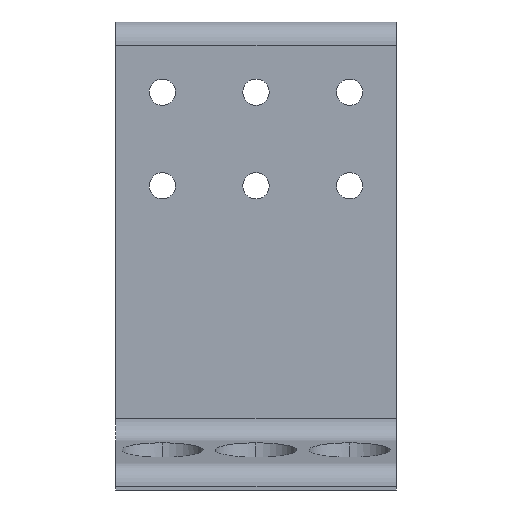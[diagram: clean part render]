
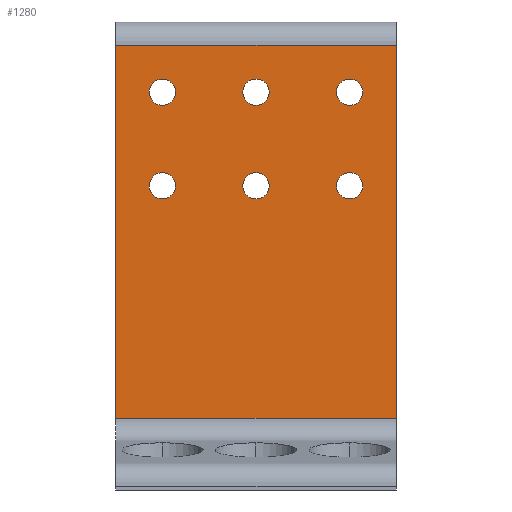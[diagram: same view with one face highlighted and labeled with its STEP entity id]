
A CAD part, front view. The second image highlights one B-rep face of the part: STEP entity #1280.
In plain terms, the highlighted planar face has unit normal (0, -1, 0).
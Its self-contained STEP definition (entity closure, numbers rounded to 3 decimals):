
#130=CARTESIAN_POINT('',(2.64,2.25,0.75));
#131=VERTEX_POINT('',#130);
#140=CARTESIAN_POINT('',(2.359,2.25,0.75));
#141=VERTEX_POINT('',#140);
#142=CARTESIAN_POINT('',(2.5,2.25,0.75));
#143=DIRECTION('',(0.0,1.0,0.0));
#144=DIRECTION('',(1.0,0.0,0.0));
#145=AXIS2_PLACEMENT_3D('',#142,#143,#144);
#146=CIRCLE('',#145,0.141);
#147=EDGE_CURVE('',#141,#131,#146,.T.);
#172=CARTESIAN_POINT('',(1.64,2.25,0.75));
#173=VERTEX_POINT('',#172);
#182=CARTESIAN_POINT('',(1.359,2.25,0.75));
#183=VERTEX_POINT('',#182);
#184=CARTESIAN_POINT('',(1.5,2.25,0.75));
#185=DIRECTION('',(0.0,1.0,0.0));
#186=DIRECTION('',(1.0,0.0,0.0));
#187=AXIS2_PLACEMENT_3D('',#184,#185,#186);
#188=CIRCLE('',#187,0.141);
#189=EDGE_CURVE('',#183,#173,#188,.T.);
#214=CARTESIAN_POINT('',(0.64,2.25,0.75));
#215=VERTEX_POINT('',#214);
#224=CARTESIAN_POINT('',(0.359,2.25,0.75));
#225=VERTEX_POINT('',#224);
#226=CARTESIAN_POINT('',(0.5,2.25,0.75));
#227=DIRECTION('',(0.0,1.0,0.0));
#228=DIRECTION('',(1.0,0.0,0.0));
#229=AXIS2_PLACEMENT_3D('',#226,#227,#228);
#230=CIRCLE('',#229,0.141);
#231=EDGE_CURVE('',#225,#215,#230,.T.);
#256=CARTESIAN_POINT('',(0.64,2.25,1.75));
#257=VERTEX_POINT('',#256);
#266=CARTESIAN_POINT('',(0.359,2.25,1.75));
#267=VERTEX_POINT('',#266);
#268=CARTESIAN_POINT('',(0.5,2.25,1.75));
#269=DIRECTION('',(0.0,1.0,0.0));
#270=DIRECTION('',(1.0,0.0,0.0));
#271=AXIS2_PLACEMENT_3D('',#268,#269,#270);
#272=CIRCLE('',#271,0.141);
#273=EDGE_CURVE('',#267,#257,#272,.T.);
#298=CARTESIAN_POINT('',(1.64,2.25,1.75));
#299=VERTEX_POINT('',#298);
#308=CARTESIAN_POINT('',(1.359,2.25,1.75));
#309=VERTEX_POINT('',#308);
#310=CARTESIAN_POINT('',(1.5,2.25,1.75));
#311=DIRECTION('',(0.0,1.0,0.0));
#312=DIRECTION('',(1.0,0.0,0.0));
#313=AXIS2_PLACEMENT_3D('',#310,#311,#312);
#314=CIRCLE('',#313,0.141);
#315=EDGE_CURVE('',#309,#299,#314,.T.);
#340=CARTESIAN_POINT('',(2.64,2.25,1.75));
#341=VERTEX_POINT('',#340);
#350=CARTESIAN_POINT('',(2.359,2.25,1.75));
#351=VERTEX_POINT('',#350);
#352=CARTESIAN_POINT('',(2.5,2.25,1.75));
#353=DIRECTION('',(0.0,1.0,0.0));
#354=DIRECTION('',(1.0,0.0,0.0));
#355=AXIS2_PLACEMENT_3D('',#352,#353,#354);
#356=CIRCLE('',#355,0.141);
#357=EDGE_CURVE('',#351,#341,#356,.T.);
#715=CARTESIAN_POINT('',(0.,2.25,-1.732));
#716=VERTEX_POINT('',#715);
#724=CARTESIAN_POINT('',(0.,2.25,2.25));
#725=VERTEX_POINT('',#724);
#726=CARTESIAN_POINT('',(0.,2.25,-1.732));
#727=DIRECTION('',(0.0,0.0,1.0));
#728=VECTOR('',#727,3.982);
#729=LINE('',#726,#728);
#730=EDGE_CURVE('',#716,#725,#729,.T.);
#850=CARTESIAN_POINT('',(3.,2.25,2.25));
#851=VERTEX_POINT('',#850);
#852=CARTESIAN_POINT('',(0.,2.25,2.25));
#853=DIRECTION('',(1.0,0.0,0.0));
#854=VECTOR('',#853,3.0);
#855=LINE('',#852,#854);
#856=EDGE_CURVE('',#725,#851,#855,.T.);
#1056=CARTESIAN_POINT('',(3.0,2.25,-1.732));
#1057=VERTEX_POINT('',#1056);
#1065=CARTESIAN_POINT('',(3.0,2.25,-1.732));
#1066=DIRECTION('',(-1.0,0.0,0.0));
#1067=VECTOR('',#1066,3.0);
#1068=LINE('',#1065,#1067);
#1069=EDGE_CURVE('',#1057,#716,#1068,.T.);
#1090=CARTESIAN_POINT('',(3.0,2.25,-1.732));
#1091=DIRECTION('',(0.0,0.0,1.0));
#1092=VECTOR('',#1091,3.982);
#1093=LINE('',#1090,#1092);
#1094=EDGE_CURVE('',#1057,#851,#1093,.T.);
#1115=CARTESIAN_POINT('',(2.5,2.25,1.75));
#1116=DIRECTION('',(0.0,1.0,0.0));
#1117=DIRECTION('',(1.0,0.0,0.0));
#1118=AXIS2_PLACEMENT_3D('',#1115,#1116,#1117);
#1119=CIRCLE('',#1118,0.141);
#1120=EDGE_CURVE('',#341,#351,#1119,.T.);
#1139=CARTESIAN_POINT('',(1.5,2.25,1.75));
#1140=DIRECTION('',(0.0,1.0,0.0));
#1141=DIRECTION('',(1.0,0.0,0.0));
#1142=AXIS2_PLACEMENT_3D('',#1139,#1140,#1141);
#1143=CIRCLE('',#1142,0.141);
#1144=EDGE_CURVE('',#299,#309,#1143,.T.);
#1163=CARTESIAN_POINT('',(0.5,2.25,1.75));
#1164=DIRECTION('',(0.0,1.0,0.0));
#1165=DIRECTION('',(1.0,0.0,0.0));
#1166=AXIS2_PLACEMENT_3D('',#1163,#1164,#1165);
#1167=CIRCLE('',#1166,0.141);
#1168=EDGE_CURVE('',#257,#267,#1167,.T.);
#1187=CARTESIAN_POINT('',(0.5,2.25,0.75));
#1188=DIRECTION('',(0.0,1.0,0.0));
#1189=DIRECTION('',(1.0,0.0,0.0));
#1190=AXIS2_PLACEMENT_3D('',#1187,#1188,#1189);
#1191=CIRCLE('',#1190,0.141);
#1192=EDGE_CURVE('',#215,#225,#1191,.T.);
#1211=CARTESIAN_POINT('',(1.5,2.25,0.75));
#1212=DIRECTION('',(0.0,1.0,0.0));
#1213=DIRECTION('',(1.0,0.0,0.0));
#1214=AXIS2_PLACEMENT_3D('',#1211,#1212,#1213);
#1215=CIRCLE('',#1214,0.141);
#1216=EDGE_CURVE('',#173,#183,#1215,.T.);
#1235=CARTESIAN_POINT('',(2.5,2.25,0.75));
#1236=DIRECTION('',(0.0,1.0,0.0));
#1237=DIRECTION('',(1.0,0.0,0.0));
#1238=AXIS2_PLACEMENT_3D('',#1235,#1236,#1237);
#1239=CIRCLE('',#1238,0.141);
#1240=EDGE_CURVE('',#131,#141,#1239,.T.);
#1245=CARTESIAN_POINT('',(2.5,2.25,0.75));
#1246=DIRECTION('',(0.0,-1.0,0.0));
#1247=DIRECTION('',(-1.0,0.0,0.0));
#1248=AXIS2_PLACEMENT_3D('',#1245,#1246,#1247);
#1249=PLANE('',#1248);
#1250=ORIENTED_EDGE('',*,*,#1069,.F.);
#1251=ORIENTED_EDGE('',*,*,#1094,.T.);
#1252=ORIENTED_EDGE('',*,*,#856,.F.);
#1253=ORIENTED_EDGE('',*,*,#730,.F.);
#1254=EDGE_LOOP('',(#1250,#1251,#1252,#1253));
#1255=FACE_OUTER_BOUND('',#1254,.T.);
#1256=ORIENTED_EDGE('',*,*,#1216,.T.);
#1257=ORIENTED_EDGE('',*,*,#189,.T.);
#1258=EDGE_LOOP('',(#1256,#1257));
#1259=FACE_BOUND('',#1258,.T.);
#1260=ORIENTED_EDGE('',*,*,#1168,.T.);
#1261=ORIENTED_EDGE('',*,*,#273,.T.);
#1262=EDGE_LOOP('',(#1260,#1261));
#1263=FACE_BOUND('',#1262,.T.);
#1264=ORIENTED_EDGE('',*,*,#1120,.T.);
#1265=ORIENTED_EDGE('',*,*,#357,.T.);
#1266=EDGE_LOOP('',(#1264,#1265));
#1267=FACE_BOUND('',#1266,.T.);
#1268=ORIENTED_EDGE('',*,*,#1144,.T.);
#1269=ORIENTED_EDGE('',*,*,#315,.T.);
#1270=EDGE_LOOP('',(#1268,#1269));
#1271=FACE_BOUND('',#1270,.T.);
#1272=ORIENTED_EDGE('',*,*,#1192,.T.);
#1273=ORIENTED_EDGE('',*,*,#231,.T.);
#1274=EDGE_LOOP('',(#1272,#1273));
#1275=FACE_BOUND('',#1274,.T.);
#1276=ORIENTED_EDGE('',*,*,#1240,.T.);
#1277=ORIENTED_EDGE('',*,*,#147,.T.);
#1278=EDGE_LOOP('',(#1276,#1277));
#1279=FACE_BOUND('',#1278,.T.);
#1280=ADVANCED_FACE('',(#1255,#1259,#1263,#1267,#1271,#1275,#1279),#1249,.T.);
